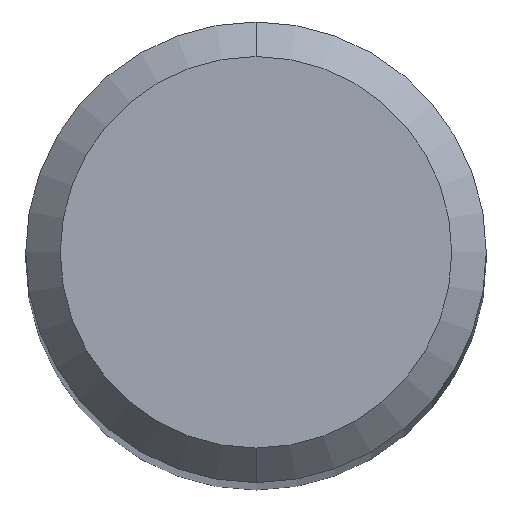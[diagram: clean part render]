
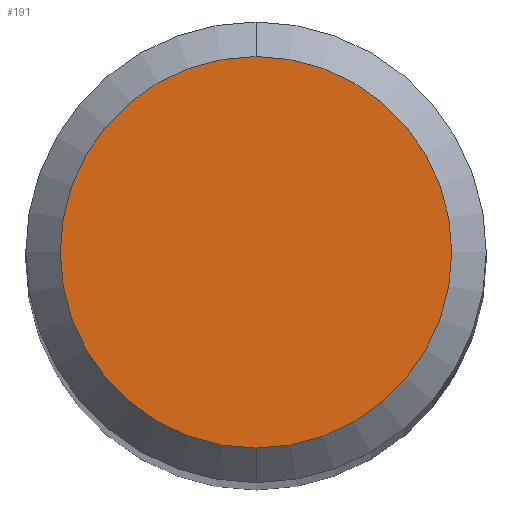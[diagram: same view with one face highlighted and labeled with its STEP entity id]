
A CAD part, top view. The second image highlights one B-rep face of the part: STEP entity #191.
In plain terms, the highlighted planar face has unit normal (0, 0, 1).
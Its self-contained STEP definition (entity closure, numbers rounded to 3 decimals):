
#191=ADVANCED_FACE('',(#511),#512,.T.);
#309=EDGE_CURVE('',#427,#417,#651,.T.);
#417=VERTEX_POINT('',#766);
#427=VERTEX_POINT('',#777);
#465=EDGE_CURVE('',#417,#427,#817,.T.);
#511=FACE_OUTER_BOUND('',#861,.T.);
#512=PLANE('',#862);
#651=CIRCLE('',#1127,1.7);
#766=CARTESIAN_POINT('',(0.0,1.7,0.0));
#777=CARTESIAN_POINT('',(0.,-1.7,0.0));
#817=CIRCLE('',#1471,1.7);
#861=EDGE_LOOP('',(#1518,#1519));
#862=AXIS2_PLACEMENT_3D('',#1520,#1521,#1522);
#1127=AXIS2_PLACEMENT_3D('',#1717,#1718,#1719);
#1471=AXIS2_PLACEMENT_3D('',#1852,#1853,#1854);
#1518=ORIENTED_EDGE('',*,*,#465,.F.);
#1519=ORIENTED_EDGE('',*,*,#309,.F.);
#1520=CARTESIAN_POINT('',(0.0,0.85,0.0));
#1521=DIRECTION('',(-0.0,0.0,1.0));
#1522=DIRECTION('',(0.0,-1.0,0.0));
#1717=CARTESIAN_POINT('',(0.0,0.0,0.0));
#1718=DIRECTION('',(0.0,0.0,-1.0));
#1719=DIRECTION('',(0.0,1.0,0.0));
#1852=CARTESIAN_POINT('',(0.0,0.0,0.0));
#1853=DIRECTION('',(0.0,0.0,-1.0));
#1854=DIRECTION('',(0.0,1.0,0.0));
